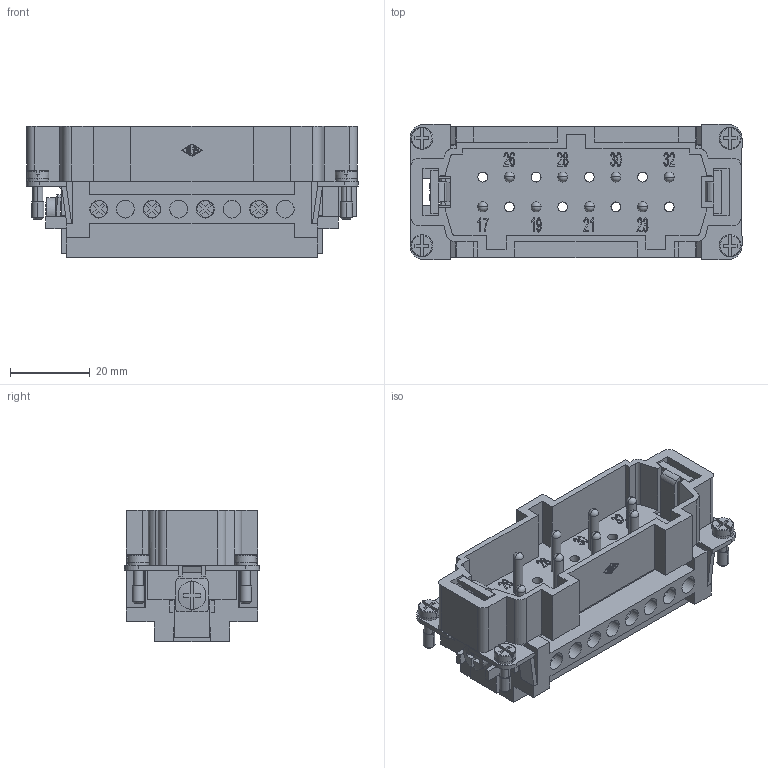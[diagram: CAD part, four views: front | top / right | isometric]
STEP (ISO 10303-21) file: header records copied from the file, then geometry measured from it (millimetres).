
FILE_DESCRIPTION((''),'2;1');
FILE_NAME('CMEM 06 TXN.stp','2006-10-31T13:54:40',('gembarski'),(''),'Autodesk Inventor 7','Autodesk Inventor 7','');
FILE_SCHEMA(('AUTOMOTIVE_DESIGN { 1 0 10303 214 1 1 1 1 }'));
Length unit declared in the file: millimetre
Products named in the file (1): CMEM 06 TXN
Bounding box: 83.5 x 34 x 33 mm (x, y, z)
Volume: 33058.2 mm3; surface area: 29941.1 mm2
Topology: 9 solids, 9 shells, 1543 faces, 4245 edges, 2759 vertices
Faces by surface type: plane 688, bspline 594, cylinder 229, sphere 20, torus 8, cone 4
Entity records: 53229 total; most frequent: CARTESIAN_POINT 16618, ORIENTED_EDGE 8446, DIRECTION 6122, EDGE_CURVE 4223, VERTEX_POINT 2751, VECTOR 2672, LINE 2672, AXIS2_PLACEMENT_3D 1725
